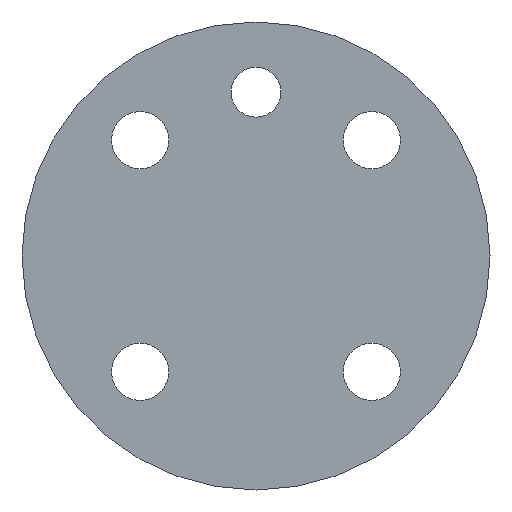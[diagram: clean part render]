
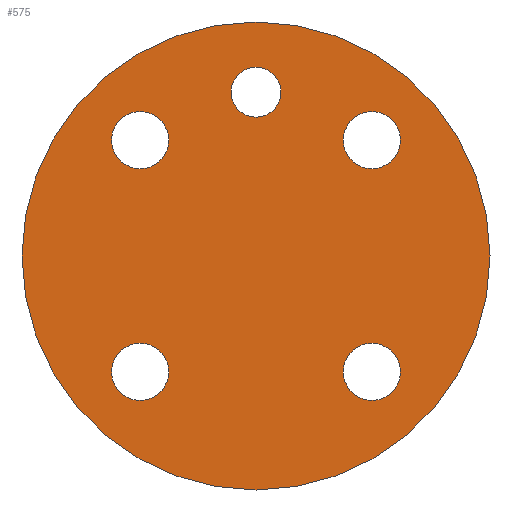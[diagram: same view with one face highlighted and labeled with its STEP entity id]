
A CAD part, front view. The second image highlights one B-rep face of the part: STEP entity #575.
In plain terms, the highlighted planar face has unit normal (0, -1, 0).
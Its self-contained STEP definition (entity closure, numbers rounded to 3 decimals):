
#1 = FACE_BOUND ( 'NONE', #245, .T. ) ;
#14 = DIRECTION ( 'NONE',  ( 0., 1., 0. ) ) ;
#17 = ORIENTED_EDGE ( 'NONE', *, *, #665, .T. ) ;
#29 = DIRECTION ( 'NONE',  ( 0., 0., 1. ) ) ;
#35 = CARTESIAN_POINT ( 'NONE',  ( 11.137, 0., -8.387 ) ) ;
#48 = VERTEX_POINT ( 'NONE', #593 ) ;
#55 = DIRECTION ( 'NONE',  ( 0., 1., 0. ) ) ;
#60 = CIRCLE ( 'NONE', #1023, 2.75 ) ;
#77 = FACE_BOUND ( 'NONE', #817, .T. ) ;
#80 = VERTEX_POINT ( 'NONE', #264 ) ;
#95 = DIRECTION ( 'NONE',  ( 0., 1., 0. ) ) ;
#98 = PLANE ( 'NONE',  #192 ) ;
#102 = DIRECTION ( 'NONE',  ( 0., 1., 0. ) ) ;
#106 = EDGE_LOOP ( 'NONE', ( #987, #1075 ) ) ;
#114 = DIRECTION ( 'NONE',  ( 0., 1., 0. ) ) ;
#123 = DIRECTION ( 'NONE',  ( 0., 1., 0. ) ) ;
#129 = ORIENTED_EDGE ( 'NONE', *, *, #550, .T. ) ;
#139 = DIRECTION ( 'NONE',  ( 0., 1., 0. ) ) ;
#147 = CARTESIAN_POINT ( 'NONE',  ( 0., 0., 18.15 ) ) ;
#152 = DIRECTION ( 'NONE',  ( 0., 0., 1. ) ) ;
#167 = CARTESIAN_POINT ( 'NONE',  ( 11.137, 0., -13.887 ) ) ;
#181 = ORIENTED_EDGE ( 'NONE', *, *, #306, .T. ) ;
#192 = AXIS2_PLACEMENT_3D ( 'NONE', #516, #351, #608 ) ;
#198 = DIRECTION ( 'NONE',  ( 0., 0., 1. ) ) ;
#210 = AXIS2_PLACEMENT_3D ( 'NONE', #476, #909, #152 ) ;
#211 = EDGE_LOOP ( 'NONE', ( #129, #498 ) ) ;
#213 = CARTESIAN_POINT ( 'NONE',  ( -11.137, 0., 11.137 ) ) ;
#218 = CARTESIAN_POINT ( 'NONE',  ( 0., 0., 15.75 ) ) ;
#222 = ORIENTED_EDGE ( 'NONE', *, *, #888, .T. ) ;
#245 = EDGE_LOOP ( 'NONE', ( #658, #222 ) ) ;
#249 = DIRECTION ( 'NONE',  ( 0., 0., 1. ) ) ;
#256 = FACE_BOUND ( 'NONE', #537, .T. ) ;
#259 = VERTEX_POINT ( 'NONE', #360 ) ;
#260 = CARTESIAN_POINT ( 'NONE',  ( -11.137, 0., -11.137 ) ) ;
#264 = CARTESIAN_POINT ( 'NONE',  ( -11.137, 0., 8.387 ) ) ;
#283 = EDGE_CURVE ( 'NONE', #782, #687, #366, .T. ) ;
#284 = CARTESIAN_POINT ( 'NONE',  ( 0., 0., 13.35 ) ) ;
#285 = EDGE_CURVE ( 'NONE', #646, #773, #684, .T. ) ;
#286 = AXIS2_PLACEMENT_3D ( 'NONE', #260, #14, #249 ) ;
#293 = CIRCLE ( 'NONE', #933, 2.4 ) ;
#305 = DIRECTION ( 'NONE',  ( 0., 1., 0. ) ) ;
#306 = EDGE_CURVE ( 'NONE', #797, #467, #453, .T. ) ;
#341 = CIRCLE ( 'NONE', #943, 2.75 ) ;
#343 = CIRCLE ( 'NONE', #286, 2.75 ) ;
#350 = EDGE_CURVE ( 'NONE', #467, #797, #293, .T. ) ;
#351 = DIRECTION ( 'NONE',  ( 0., 1., 0. ) ) ;
#356 = CARTESIAN_POINT ( 'NONE',  ( 11.137, 0., -11.137 ) ) ;
#360 = CARTESIAN_POINT ( 'NONE',  ( -11.137, 0., 13.887 ) ) ;
#366 = CIRCLE ( 'NONE', #820, 2.75 ) ;
#369 = CARTESIAN_POINT ( 'NONE',  ( 0., 0., 0. ) ) ;
#405 = CIRCLE ( 'NONE', #210, 2.75 ) ;
#407 = VERTEX_POINT ( 'NONE', #650 ) ;
#429 = AXIS2_PLACEMENT_3D ( 'NONE', #767, #95, #679 ) ;
#444 = AXIS2_PLACEMENT_3D ( 'NONE', #356, #102, #1100 ) ;
#453 = CIRCLE ( 'NONE', #785, 2.4 ) ;
#463 = CIRCLE ( 'NONE', #1036, 2.75 ) ;
#467 = VERTEX_POINT ( 'NONE', #147 ) ;
#476 = CARTESIAN_POINT ( 'NONE',  ( -11.137, 0., 11.137 ) ) ;
#487 = DIRECTION ( 'NONE',  ( 0., 1., 0. ) ) ;
#498 = ORIENTED_EDGE ( 'NONE', *, *, #869, .T. ) ;
#505 = FACE_BOUND ( 'NONE', #106, .T. ) ;
#516 = CARTESIAN_POINT ( 'NONE',  ( 0., 0., 0. ) ) ;
#522 = FACE_BOUND ( 'NONE', #211, .T. ) ;
#531 = CARTESIAN_POINT ( 'NONE',  ( 0., 0., 22.5 ) ) ;
#537 = EDGE_LOOP ( 'NONE', ( #17, #542 ) ) ;
#542 = ORIENTED_EDGE ( 'NONE', *, *, #283, .T. ) ;
#550 = EDGE_CURVE ( 'NONE', #80, #259, #405, .T. ) ;
#575 = ADVANCED_FACE ( 'NONE', ( #758, #505, #256, #522, #1, #77 ), #98, .F. ) ;
#581 = VERTEX_POINT ( 'NONE', #1027 ) ;
#585 = CARTESIAN_POINT ( 'NONE',  ( 0., 0., -22.5 ) ) ;
#593 = CARTESIAN_POINT ( 'NONE',  ( -11.137, 0., -13.887 ) ) ;
#608 = DIRECTION ( 'NONE',  ( 0., 0., 1. ) ) ;
#624 = CARTESIAN_POINT ( 'NONE',  ( 0., 0., 15.75 ) ) ;
#626 = CARTESIAN_POINT ( 'NONE',  ( 11.137, 0., 8.387 ) ) ;
#643 = EDGE_CURVE ( 'NONE', #48, #407, #343, .T. ) ;
#646 = VERTEX_POINT ( 'NONE', #585 ) ;
#650 = CARTESIAN_POINT ( 'NONE',  ( -11.137, 0., -8.387 ) ) ;
#651 = DIRECTION ( 'NONE',  ( 0., 0., 1. ) ) ;
#658 = ORIENTED_EDGE ( 'NONE', *, *, #790, .T. ) ;
#665 = EDGE_CURVE ( 'NONE', #687, #782, #1017, .T. ) ;
#679 = DIRECTION ( 'NONE',  ( 0., 0., 1. ) ) ;
#683 = DIRECTION ( 'NONE',  ( 0., 0., 1. ) ) ;
#684 = CIRCLE ( 'NONE', #1024, 22.5 ) ;
#687 = VERTEX_POINT ( 'NONE', #167 ) ;
#694 = DIRECTION ( 'NONE',  ( 0., 0., 1. ) ) ;
#698 = CARTESIAN_POINT ( 'NONE',  ( 11.137, 0., 11.137 ) ) ;
#701 = DIRECTION ( 'NONE',  ( 0., 1., 0. ) ) ;
#729 = EDGE_CURVE ( 'NONE', #407, #48, #964, .T. ) ;
#748 = VERTEX_POINT ( 'NONE', #626 ) ;
#757 = ORIENTED_EDGE ( 'NONE', *, *, #350, .T. ) ;
#758 = FACE_OUTER_BOUND ( 'NONE', #1032, .T. ) ;
#767 = CARTESIAN_POINT ( 'NONE',  ( 0., 0., 0. ) ) ;
#773 = VERTEX_POINT ( 'NONE', #531 ) ;
#782 = VERTEX_POINT ( 'NONE', #35 ) ;
#785 = AXIS2_PLACEMENT_3D ( 'NONE', #624, #305, #876 ) ;
#790 = EDGE_CURVE ( 'NONE', #748, #581, #60, .T. ) ;
#797 = VERTEX_POINT ( 'NONE', #284 ) ;
#811 = DIRECTION ( 'NONE',  ( 0., 0., 1. ) ) ;
#817 = EDGE_LOOP ( 'NONE', ( #181, #757 ) ) ;
#818 = AXIS2_PLACEMENT_3D ( 'NONE', #872, #1039, #694 ) ;
#820 = AXIS2_PLACEMENT_3D ( 'NONE', #867, #114, #29 ) ;
#833 = CIRCLE ( 'NONE', #429, 22.5 ) ;
#867 = CARTESIAN_POINT ( 'NONE',  ( 11.137, 0., -11.137 ) ) ;
#869 = EDGE_CURVE ( 'NONE', #259, #80, #463, .T. ) ;
#872 = CARTESIAN_POINT ( 'NONE',  ( -11.137, 0., -11.137 ) ) ;
#876 = DIRECTION ( 'NONE',  ( 0., 0., 1. ) ) ;
#886 = CARTESIAN_POINT ( 'NONE',  ( 11.137, 0., 11.137 ) ) ;
#888 = EDGE_CURVE ( 'NONE', #581, #748, #341, .T. ) ;
#909 = DIRECTION ( 'NONE',  ( 0., 1., 0. ) ) ;
#933 = AXIS2_PLACEMENT_3D ( 'NONE', #218, #55, #984 ) ;
#943 = AXIS2_PLACEMENT_3D ( 'NONE', #886, #139, #651 ) ;
#964 = CIRCLE ( 'NONE', #818, 2.75 ) ;
#984 = DIRECTION ( 'NONE',  ( 0., 0., 1. ) ) ;
#987 = ORIENTED_EDGE ( 'NONE', *, *, #643, .T. ) ;
#1017 = CIRCLE ( 'NONE', #444, 2.75 ) ;
#1023 = AXIS2_PLACEMENT_3D ( 'NONE', #698, #123, #198 ) ;
#1024 = AXIS2_PLACEMENT_3D ( 'NONE', #369, #701, #683 ) ;
#1027 = CARTESIAN_POINT ( 'NONE',  ( 11.137, 0., 13.887 ) ) ;
#1032 = EDGE_LOOP ( 'NONE', ( #1066, #1045 ) ) ;
#1036 = AXIS2_PLACEMENT_3D ( 'NONE', #213, #487, #811 ) ;
#1039 = DIRECTION ( 'NONE',  ( 0., 1., 0. ) ) ;
#1045 = ORIENTED_EDGE ( 'NONE', *, *, #1051, .F. ) ;
#1051 = EDGE_CURVE ( 'NONE', #773, #646, #833, .T. ) ;
#1066 = ORIENTED_EDGE ( 'NONE', *, *, #285, .F. ) ;
#1075 = ORIENTED_EDGE ( 'NONE', *, *, #729, .T. ) ;
#1100 = DIRECTION ( 'NONE',  ( 0., 0., 1. ) ) ;
